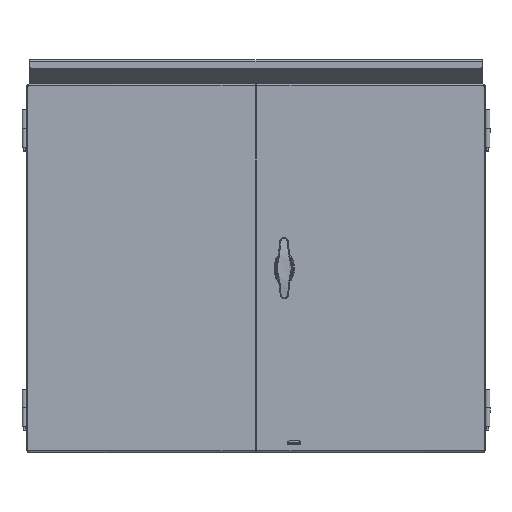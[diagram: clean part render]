
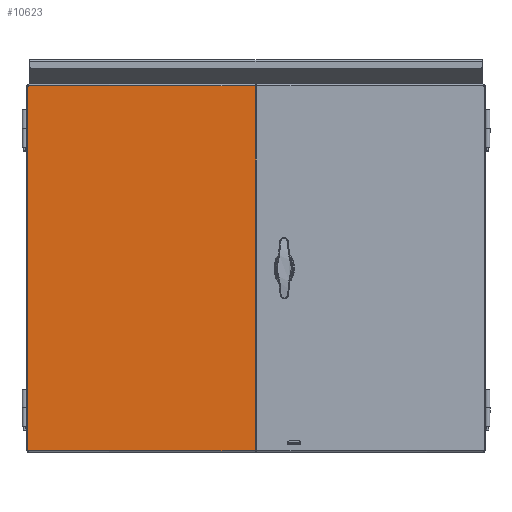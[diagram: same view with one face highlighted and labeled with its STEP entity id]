
A CAD part, top view. The second image highlights one B-rep face of the part: STEP entity #10623.
In plain terms, the highlighted planar face has unit normal (0, 0, 1).
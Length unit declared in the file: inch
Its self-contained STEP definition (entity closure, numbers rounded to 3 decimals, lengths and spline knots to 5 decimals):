
#716=PLANE($,#11431);
#1259=LINE($,#16935,#2063);
#1261=LINE($,#16952,#2065);
#1300=LINE($,#17162,#2104);
#1301=LINE($,#17164,#2105);
#2063=VECTOR($,#13100,15.09002);
#2065=VECTOR($,#13104,15.09002);
#2104=VECTOR($,#13193,24.11753);
#2105=VECTOR($,#13196,24.1645);
#2985=FACE_OUTER_BOUND($,#3650,.T.);
#3650=EDGE_LOOP($,(#8014,#8015,#8016,#8017,#8018,#8019));
#4324=CIRCLE($,#11432,0.07);
#4325=CIRCLE($,#11433,0.07);
#4934=VERTEX_POINT($,#16904);
#4938=VERTEX_POINT($,#16930);
#4941=VERTEX_POINT($,#16940);
#4942=VERTEX_POINT($,#16951);
#4968=VERTEX_POINT($,#17093);
#4974=VERTEX_POINT($,#17146);
#6041=EDGE_CURVE($,#4934,#4938,#1259,.T.);
#6044=EDGE_CURVE($,#4942,#4941,#1261,.T.);
#6096=EDGE_CURVE($,#4968,#4974,#1300,.T.);
#6097=EDGE_CURVE($,#4942,#4938,#1301,.T.);
#6098=EDGE_CURVE($,#4941,#4968,#4324,.T.);
#6099=EDGE_CURVE($,#4974,#4934,#4325,.T.);
#8014=ORIENTED_EDGE($,*,*,#6041,.T.);
#8015=ORIENTED_EDGE($,*,*,#6097,.F.);
#8016=ORIENTED_EDGE($,*,*,#6044,.T.);
#8017=ORIENTED_EDGE($,*,*,#6098,.T.);
#8018=ORIENTED_EDGE($,*,*,#6096,.T.);
#8019=ORIENTED_EDGE($,*,*,#6099,.T.);
#10623=ADVANCED_FACE($,(#2985),#716,.T.);
#11431=AXIS2_PLACEMENT_3D($,#17163,#13194,#13195);
#11432=AXIS2_PLACEMENT_3D($,#17165,#13197,#13198);
#11433=AXIS2_PLACEMENT_3D($,#17166,#13199,#13200);
#13100=DIRECTION($,(1.,0.,0.));
#13104=DIRECTION($,(-1.,0.,0.));
#13193=DIRECTION($,(0.,-1.,0.));
#13194=DIRECTION('center_axis',(0.,0.,1.));
#13195=DIRECTION('ref_axis',(1.,0.,0.));
#13196=DIRECTION($,(0.,-1.,0.));
#13197=DIRECTION('center_axis',(0.,0.,-1.));
#13198=DIRECTION('ref_axis',(-1.,0.,0.));
#13199=DIRECTION('center_axis',(0.,0.,-1.));
#13200=DIRECTION('ref_axis',(-1.,0.,0.));
#16904=CARTESIAN_POINT('',(-7.48064,-12.08225,0.074));
#16930=CARTESIAN_POINT('',(7.60938,-12.08225,0.074));
#16935=CARTESIAN_POINT($,(-3.75206,-12.08225,0.074));
#16940=CARTESIAN_POINT('',(-7.48064,12.08225,0.074));
#16951=CARTESIAN_POINT('',(7.60938,12.08225,0.074));
#16952=CARTESIAN_POINT($,(3.80469,12.08225,0.074));
#17093=CARTESIAN_POINT('',(-7.50413,12.05877,0.074));
#17146=CARTESIAN_POINT('',(-7.50413,-12.05877,0.074));
#17162=CARTESIAN_POINT($,(-7.50413,6.04113,0.074));
#17163=CARTESIAN_POINT('Origin',(0.,0.,
0.074));
#17164=CARTESIAN_POINT($,(7.60938,12.1875,0.074));
#17165=CARTESIAN_POINT('Origin',(-7.54047,12.11859,0.074));
#17166=CARTESIAN_POINT('Origin',(-7.54047,-12.11859,0.074));
